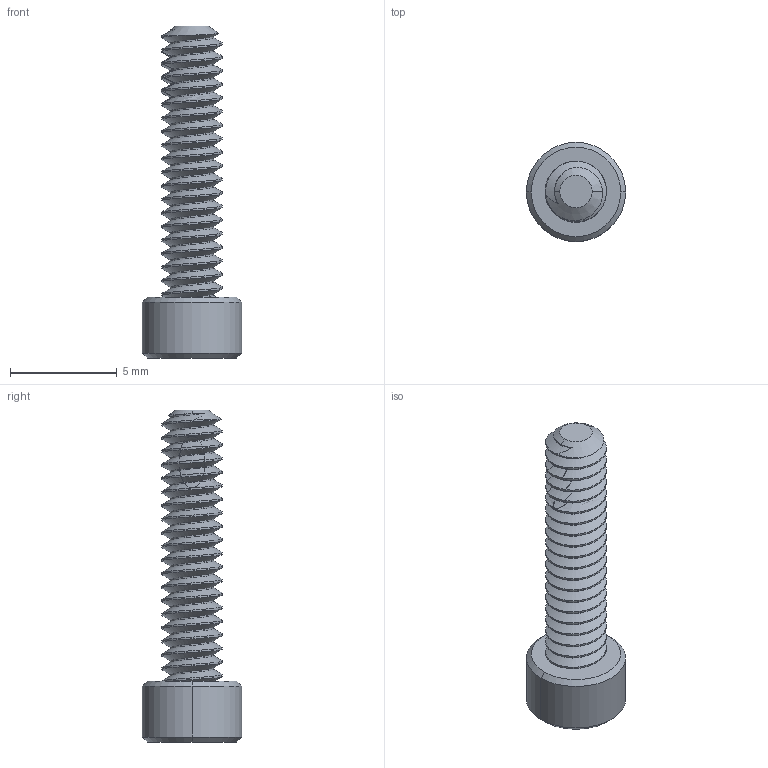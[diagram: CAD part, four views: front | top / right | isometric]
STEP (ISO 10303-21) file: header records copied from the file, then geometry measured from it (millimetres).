
FILE_DESCRIPTION (( 'STEP AP203' ), '1' );
FILE_NAME ('93705A124.step', '2014-03-14T14:34:42', ( '' ), ( '' ), 'SwSTEP 2.0', 'SolidWorks 2013', '' );
FILE_SCHEMA (( 'CONFIG_CONTROL_DESIGN' ));
Length unit declared in the file: inch
Products named in the file (1): 93705A124
Bounding box: 4.65 x 4.65 x 15.54 mm (x, y, z)
Volume: 98.1 mm3; surface area: 252.2 mm2
Topology: 1 solids, 1 shells, 133 faces, 370 edges, 241 vertices
Faces by surface type: cylinder 92, bspline 18, cone 13, plane 10
Entity records: 10204 total; most frequent: CARTESIAN_POINT 7423, ORIENTED_EDGE 740, DIRECTION 372, EDGE_CURVE 370, VERTEX_POINT 241, AXIS2_PLACEMENT_3D 138, EDGE_LOOP 135, ADVANCED_FACE 133
